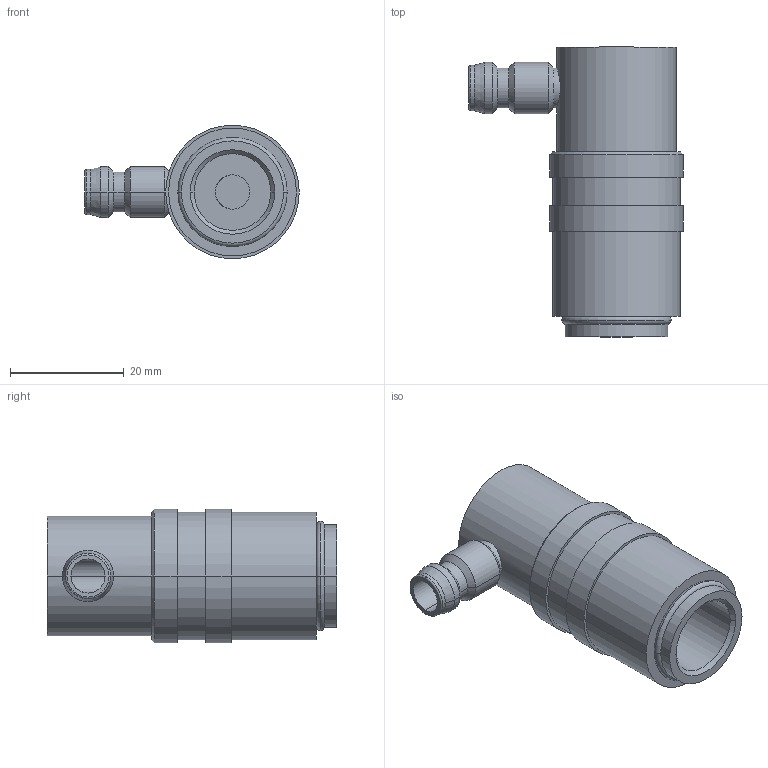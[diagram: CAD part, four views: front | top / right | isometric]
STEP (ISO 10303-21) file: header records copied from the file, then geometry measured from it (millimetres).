
FILE_DESCRIPTION(('STEP AP214'),'1');
FILE_NAME('eshk-eshms-90ab.stp','2020-04-22T06:07:39',('TraceParts'),('TraceParts S.A.'),'Spatial InterOp 3D',' ',' ');
FILE_SCHEMA(('automotive_design'));
Length unit declared in the file: millimetre
Products named in the file (1): 1
Bounding box: 37.75 x 51 x 23.5 mm (x, y, z)
Volume: 16303.7 mm3; surface area: 6508.8 mm2
Topology: 1 solids, 1 shells, 56 faces, 121 edges, 73 vertices
Faces by surface type: cylinder 28, cone 12, plane 10, torus 6
Entity records: 2138 total; most frequent: CARTESIAN_POINT 402, DIRECTION 300, ORIENTED_EDGE 242, AXIS2_PLACEMENT_3D 129, EDGE_CURVE 121, VERTEX_POINT 73, CIRCLE 72, EDGE_LOOP 64
